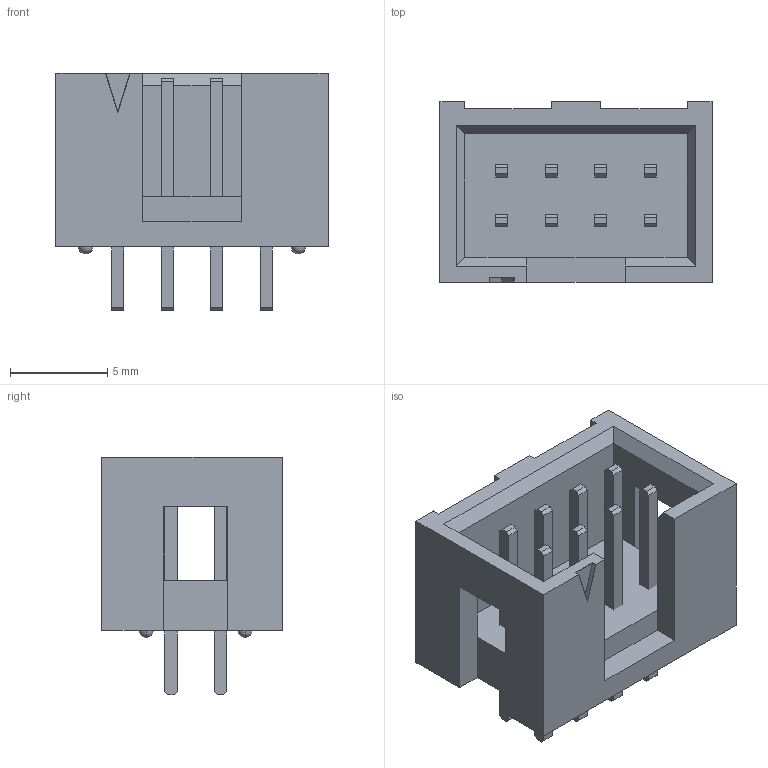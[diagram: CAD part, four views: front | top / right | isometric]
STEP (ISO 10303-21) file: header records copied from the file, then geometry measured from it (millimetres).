
FILE_DESCRIPTION((''),'2;1');
FILE_NAME('SAMTEC_TSS-104-01-G-D_3d.stp','2015-07-13T15:13:26',(''),(''),'Mechanical Desktop 2011','Mechanical Desktop 2011',', , ');
FILE_SCHEMA(('AUTOMOTIVE_DESIGN { 1 2 10303 214 1 1 1 1 }'));
Length unit declared in the file: millimetre
Products named in the file (1): Product
Bounding box: 13.97 x 9.27 x 12.19 mm (x, y, z)
Volume: 589.9 mm3; surface area: 1079.8 mm2
Topology: 18 solids, 18 shells, 184 faces, 450 edges, 294 vertices
Faces by surface type: plane 176, sphere 8
Entity records: 5293 total; most frequent: CARTESIAN_POINT 921, ORIENTED_EDGE 884, DIRECTION 832, EDGE_CURVE 442, VECTOR 422, LINE 422, VERTEX_POINT 294, AXIS2_PLACEMENT_3D 205
